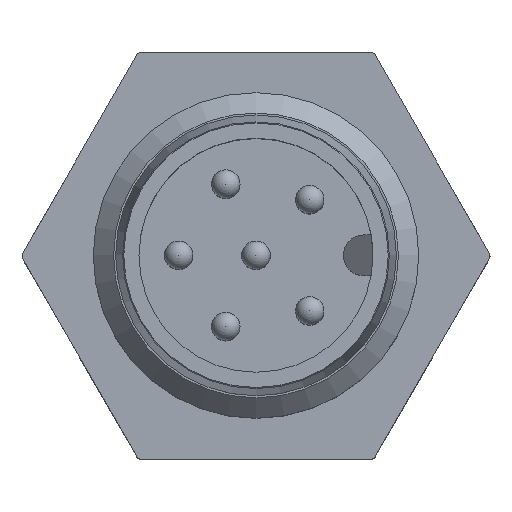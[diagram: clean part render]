
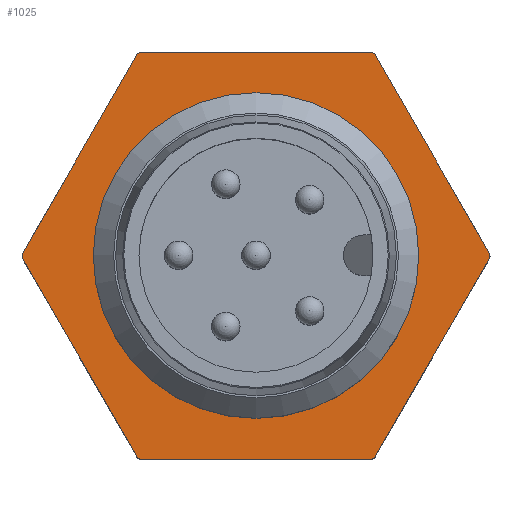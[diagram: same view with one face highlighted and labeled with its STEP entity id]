
A CAD part, top view. The second image highlights one B-rep face of the part: STEP entity #1025.
In plain terms, the highlighted planar face has unit normal (0, 0, 1).
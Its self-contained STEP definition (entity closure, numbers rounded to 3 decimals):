
#800=PLANE('',#2881);
#859=FACE_BOUND('',#1314,.T.);
#860=FACE_BOUND('',#1315,.T.);
#1025=ADVANCED_FACE('',(#859,#860),#800,.F.);
#1314=EDGE_LOOP('',(#1720));
#1315=EDGE_LOOP('',(#1721,#1722,#1723,#1724,#1725,#1726,#1727,#1728,#1729,
#1730,#1731,#1732));
#1548=LINE('',#3894,#1628);
#1549=LINE('',#3898,#1629);
#1550=LINE('',#3902,#1630);
#1551=LINE('',#3906,#1631);
#1552=LINE('',#3910,#1632);
#1553=LINE('',#3914,#1633);
#1628=VECTOR('',#3206,1.);
#1629=VECTOR('',#3209,1.);
#1630=VECTOR('',#3212,1.);
#1631=VECTOR('',#3215,1.);
#1632=VECTOR('',#3218,1.);
#1633=VECTOR('',#3221,1.);
#1720=ORIENTED_EDGE('',*,*,#2454,.T.);
#1721=ORIENTED_EDGE('',*,*,#2455,.F.);
#1722=ORIENTED_EDGE('',*,*,#2456,.T.);
#1723=ORIENTED_EDGE('',*,*,#2457,.F.);
#1724=ORIENTED_EDGE('',*,*,#2458,.T.);
#1725=ORIENTED_EDGE('',*,*,#2459,.F.);
#1726=ORIENTED_EDGE('',*,*,#2460,.T.);
#1727=ORIENTED_EDGE('',*,*,#2461,.F.);
#1728=ORIENTED_EDGE('',*,*,#2462,.F.);
#1729=ORIENTED_EDGE('',*,*,#2463,.F.);
#1730=ORIENTED_EDGE('',*,*,#2464,.F.);
#1731=ORIENTED_EDGE('',*,*,#2465,.F.);
#1732=ORIENTED_EDGE('',*,*,#2466,.F.);
#2252=VERTEX_POINT('',#3890);
#2253=VERTEX_POINT('',#3892);
#2254=VERTEX_POINT('',#3893);
#2255=VERTEX_POINT('',#3895);
#2256=VERTEX_POINT('',#3897);
#2257=VERTEX_POINT('',#3899);
#2258=VERTEX_POINT('',#3901);
#2259=VERTEX_POINT('',#3903);
#2260=VERTEX_POINT('',#3905);
#2261=VERTEX_POINT('',#3907);
#2262=VERTEX_POINT('',#3909);
#2263=VERTEX_POINT('',#3911);
#2264=VERTEX_POINT('',#3913);
#2454=EDGE_CURVE('',#2252,#2252,#2716,.T.);
#2455=EDGE_CURVE('',#2253,#2254,#2717,.T.);
#2456=EDGE_CURVE('',#2253,#2255,#1548,.T.);
#2457=EDGE_CURVE('',#2256,#2255,#2718,.T.);
#2458=EDGE_CURVE('',#2256,#2257,#1549,.T.);
#2459=EDGE_CURVE('',#2258,#2257,#2719,.T.);
#2460=EDGE_CURVE('',#2258,#2259,#1550,.T.);
#2461=EDGE_CURVE('',#2260,#2259,#2720,.T.);
#2462=EDGE_CURVE('',#2261,#2260,#1551,.T.);
#2463=EDGE_CURVE('',#2262,#2261,#2721,.T.);
#2464=EDGE_CURVE('',#2263,#2262,#1552,.T.);
#2465=EDGE_CURVE('',#2264,#2263,#2722,.T.);
#2466=EDGE_CURVE('',#2254,#2264,#1553,.T.);
#2716=CIRCLE('',#2874,3.45);
#2717=CIRCLE('',#2875,5.75);
#2718=CIRCLE('',#2876,5.75);
#2719=CIRCLE('',#2877,5.75);
#2720=CIRCLE('',#2878,5.75);
#2721=CIRCLE('',#2879,5.75);
#2722=CIRCLE('',#2880,5.75);
#2874=AXIS2_PLACEMENT_3D('',#3889,#3202,#3203);
#2875=AXIS2_PLACEMENT_3D('',#3891,#3204,#3205);
#2876=AXIS2_PLACEMENT_3D('',#3896,#3207,#3208);
#2877=AXIS2_PLACEMENT_3D('',#3900,#3210,#3211);
#2878=AXIS2_PLACEMENT_3D('',#3904,#3213,#3214);
#2879=AXIS2_PLACEMENT_3D('',#3908,#3216,#3217);
#2880=AXIS2_PLACEMENT_3D('',#3912,#3219,#3220);
#2881=AXIS2_PLACEMENT_3D('',#3915,#3222,#3223);
#3202=DIRECTION('',(0.,0.,-1.));
#3203=DIRECTION('',(-1.,0.,0.));
#3204=DIRECTION('',(0.,0.,-1.));
#3205=DIRECTION('',(0.,-1.,0.));
#3206=DIRECTION('',(0.5,-0.866,0.));
#3207=DIRECTION('',(0.,0.,-1.));
#3208=DIRECTION('',(0.,-1.,0.));
#3209=DIRECTION('',(1.,0.,0.));
#3210=DIRECTION('',(0.,0.,-1.));
#3211=DIRECTION('',(0.,-1.,0.));
#3212=DIRECTION('',(0.5,0.866,0.));
#3213=DIRECTION('',(0.,0.,-1.));
#3214=DIRECTION('',(0.,-1.,0.));
#3215=DIRECTION('',(0.5,-0.866,0.));
#3216=DIRECTION('',(0.,0.,-1.));
#3217=DIRECTION('',(0.,-1.,0.));
#3218=DIRECTION('',(1.,0.,0.));
#3219=DIRECTION('',(0.,0.,-1.));
#3220=DIRECTION('',(0.,-1.,0.));
#3221=DIRECTION('',(0.5,0.866,0.));
#3222=DIRECTION('',(0.,0.,-1.));
#3223=DIRECTION('',(0.,-1.,0.));
#3889=CARTESIAN_POINT('',(-230.,10.,0.));
#3890=CARTESIAN_POINT('',(-233.45,10.,0.));
#3891=CARTESIAN_POINT('',(-230.,10.,0.));
#3892=CARTESIAN_POINT('',(-235.75,9.959,0.));
#3893=CARTESIAN_POINT('',(-235.75,10.041,0.));
#3894=CARTESIAN_POINT('',(-234.33,7.5,0.));
#3895=CARTESIAN_POINT('',(-232.91,5.041,0.));
#3896=CARTESIAN_POINT('',(-230.,10.,0.));
#3897=CARTESIAN_POINT('',(-232.839,5.,0.));
#3898=CARTESIAN_POINT('',(-230.,5.,0.));
#3899=CARTESIAN_POINT('',(-227.161,5.,0.));
#3900=CARTESIAN_POINT('',(-230.,10.,0.));
#3901=CARTESIAN_POINT('',(-227.09,5.041,0.));
#3902=CARTESIAN_POINT('',(-225.67,7.5,0.));
#3903=CARTESIAN_POINT('',(-224.25,9.959,0.));
#3904=CARTESIAN_POINT('',(-230.,10.,0.));
#3905=CARTESIAN_POINT('',(-224.25,10.041,0.));
#3906=CARTESIAN_POINT('',(-225.67,12.5,0.));
#3907=CARTESIAN_POINT('',(-227.09,14.959,0.));
#3908=CARTESIAN_POINT('',(-230.,10.,0.));
#3909=CARTESIAN_POINT('',(-227.161,15.,0.));
#3910=CARTESIAN_POINT('',(-230.,15.,0.));
#3911=CARTESIAN_POINT('',(-232.839,15.,0.));
#3912=CARTESIAN_POINT('',(-230.,10.,0.));
#3913=CARTESIAN_POINT('',(-232.91,14.959,0.));
#3914=CARTESIAN_POINT('',(-234.33,12.5,0.));
#3915=CARTESIAN_POINT('',(-230.,10.,0.));
